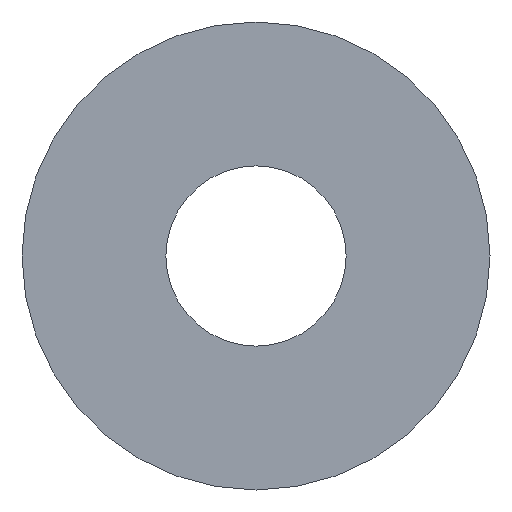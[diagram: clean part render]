
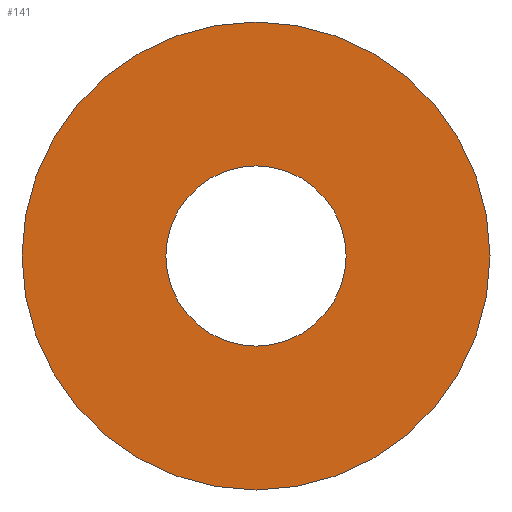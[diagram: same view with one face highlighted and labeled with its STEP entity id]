
A CAD part, left-side view. The second image highlights one B-rep face of the part: STEP entity #141.
In plain terms, the highlighted planar face has unit normal (-1, 0, 0).
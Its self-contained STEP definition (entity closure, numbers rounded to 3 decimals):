
#93 = VERTEX_POINT( '', #216 );
#111 = EDGE_CURVE( '', #93, #163, #238, .T. );
#119 = VERTEX_POINT( '', #247 );
#129 = EDGE_CURVE( '', #119, #169, #257, .T. );
#141 = ADVANCED_FACE( '', ( #273, #274 ), #275, .T. );
#147 = EDGE_CURVE( '', #163, #93, #282, .T. );
#161 = EDGE_CURVE( '', #169, #119, #297, .T. );
#163 = VERTEX_POINT( '', #299 );
#169 = VERTEX_POINT( '', #306 );
#216 = CARTESIAN_POINT( '', ( -5., 29., 0. ) );
#238 = CIRCLE( '', #383, 29. );
#247 = CARTESIAN_POINT( '', ( -5., 11.167, 0. ) );
#257 = CIRCLE( '', #407, 11.167 );
#273 = FACE_BOUND( '', #425, .T. );
#274 = FACE_OUTER_BOUND( '', #426, .T. );
#275 = PLANE( '', #427 );
#282 = CIRCLE( '', #435, 29. );
#297 = CIRCLE( '', #454, 11.167 );
#299 = CARTESIAN_POINT( '', ( -5., -29., 0. ) );
#306 = CARTESIAN_POINT( '', ( -5., -11.167, 0. ) );
#383 = AXIS2_PLACEMENT_3D( '', #527, #528, #529 );
#407 = AXIS2_PLACEMENT_3D( '', #545, #546, #547 );
#425 = EDGE_LOOP( '', ( #574, #575 ) );
#426 = EDGE_LOOP( '', ( #576, #577 ) );
#427 = AXIS2_PLACEMENT_3D( '', #578, #579, #580 );
#435 = AXIS2_PLACEMENT_3D( '', #589, #590, #591 );
#454 = AXIS2_PLACEMENT_3D( '', #604, #605, #606 );
#527 = CARTESIAN_POINT( '', ( -5., 0., 0. ) );
#528 = DIRECTION( '', ( -1., 0., 0. ) );
#529 = DIRECTION( '', ( 0., 1., 0. ) );
#545 = CARTESIAN_POINT( '', ( -5., 0., 0. ) );
#546 = DIRECTION( '', ( -1., 0., 0. ) );
#547 = DIRECTION( '', ( 0., 1., 0. ) );
#574 = ORIENTED_EDGE( '', *, *, #129, .F. );
#575 = ORIENTED_EDGE( '', *, *, #161, .F. );
#576 = ORIENTED_EDGE( '', *, *, #111, .T. );
#577 = ORIENTED_EDGE( '', *, *, #147, .T. );
#578 = CARTESIAN_POINT( '', ( -5., 20.083, 0. ) );
#579 = DIRECTION( '', ( -1., 0., 0. ) );
#580 = DIRECTION( '', ( 0., 1., 0. ) );
#589 = CARTESIAN_POINT( '', ( -5., 0., 0. ) );
#590 = DIRECTION( '', ( -1., 0., 0. ) );
#591 = DIRECTION( '', ( 0., 1., 0. ) );
#604 = CARTESIAN_POINT( '', ( -5., 0., 0. ) );
#605 = DIRECTION( '', ( -1., 0., 0. ) );
#606 = DIRECTION( '', ( 0., 1., 0. ) );
